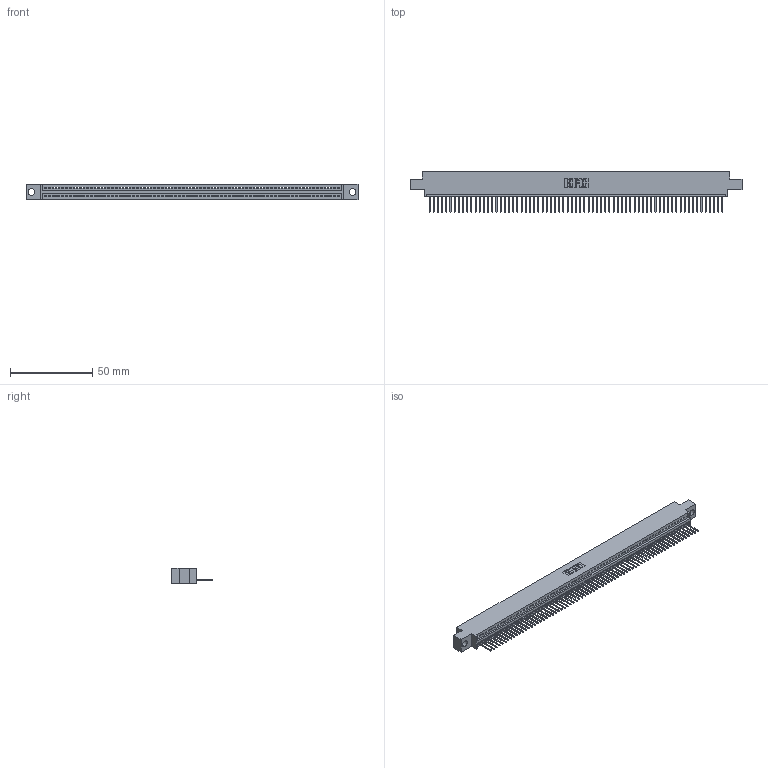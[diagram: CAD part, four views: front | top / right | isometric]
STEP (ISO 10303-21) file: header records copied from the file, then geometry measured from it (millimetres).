
FILE_DESCRIPTION (( 'STEP AP203' ), '1' );
FILE_NAME ('345-071-523-604.STEP', '2021-05-28T16:26:03', ( '' ), ( '' ), 'SwSTEP 2.0', 'SolidWorks 2020', '' );
FILE_SCHEMA (( 'CONFIG_CONTROL_DESIGN' ));
Length unit declared in the file: inch
Products named in the file (3): 345 Part_0.170 Offset - 0.156 Dia-TI; 345-292-001_345-293-123; 345-071-523-604
Assembly tree (72 placements, depth 2):
  345-071-523-604
    345 Part_0.170 Offset - 0.156 Dia-TI
    345-292-001_345-293-123  x71
Bounding box: 201.55 x 24.82 x 9.4 mm (x, y, z)
Volume: 19134.1 mm3; surface area: 25868 mm2
Topology: 72 solids, 72 shells, 4262 faces, 12885 edges, 8494 vertices
Faces by surface type: plane 2938, cylinder 1324
Entity records: 50101 total; most frequent: ORIENTED_EDGE 8690, CARTESIAN_POINT 8687, DIRECTION 7543, EDGE_CURVE 4345, LINE 3929, VECTOR 3929, VERTEX_POINT 2894, AXIS2_PLACEMENT_3D 1807
